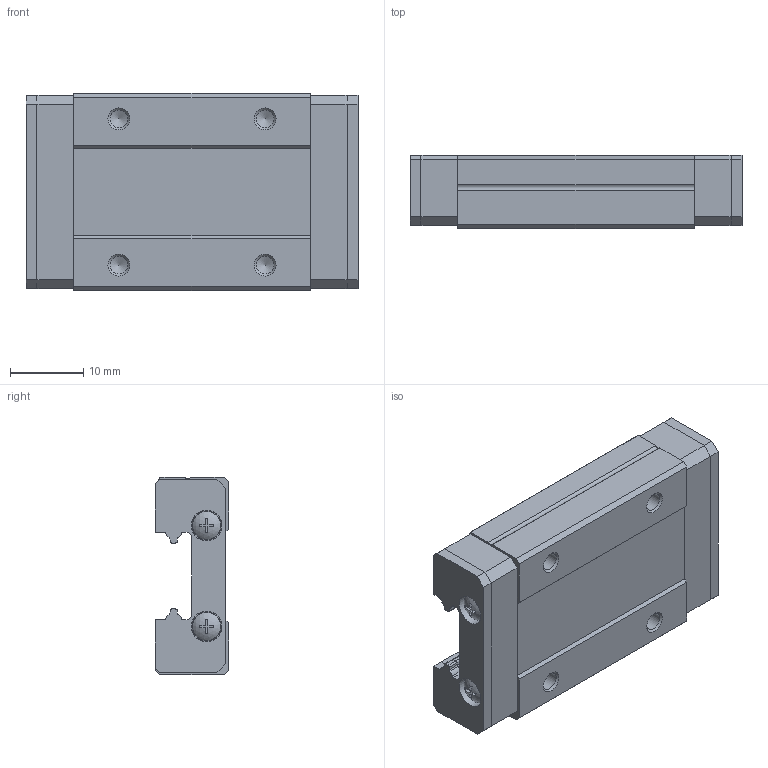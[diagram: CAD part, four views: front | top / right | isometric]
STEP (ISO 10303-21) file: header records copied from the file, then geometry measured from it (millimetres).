
FILE_DESCRIPTION(/* description */ ('','CAx-IF Rec.Pracs.---Representation and Presentation of Product Manufacturing Information (PMI)---4.0---2014-10-13'),/* implementation_level */ '2;1');
FILE_NAME(/* name */ 'OSSM - Actuator_Linear Rail Assembly_Hardware - Linear Rail Assembly_MGN12H Bearing_step.stp',/* time_stamp */ '2025-01-20T19:50:54-05:00',/* author */ (''),/* organization */ (''),/* preprocessor_version */ 'ST-DEVELOPER v20',/* originating_system */ 'Autodesk Translation Framework v13.20.0.188',/* authorisation */ '');
FILE_SCHEMA (('AP242_MANAGED_MODEL_BASED_3D_ENGINEERING_MIM_LF { 1 0 10303 442 1 1 4 }'));
Length unit declared in the file: millimetre
Products named in the file (1): MGN12HZFC-HiwinCorporation-3D-05-10-2020
Bounding box: 45.4 x 10 x 27 mm (x, y, z)
Volume: 9182.9 mm3; surface area: 6148.7 mm2
Topology: 9 solids, 9 shells, 307 faces, 819 edges, 542 vertices
Faces by surface type: plane 190, cylinder 97, cone 16, sphere 4
Full cylindrical faces by diameter (mm): 2.459 x8, 4.2 x8
Entity records: 9637 total; most frequent: DIRECTION 1689, CARTESIAN_POINT 1665, ORIENTED_EDGE 1630, EDGE_CURVE 815, AXIS2_PLACEMENT_3D 566, LINE 557, VECTOR 557, VERTEX_POINT 542
